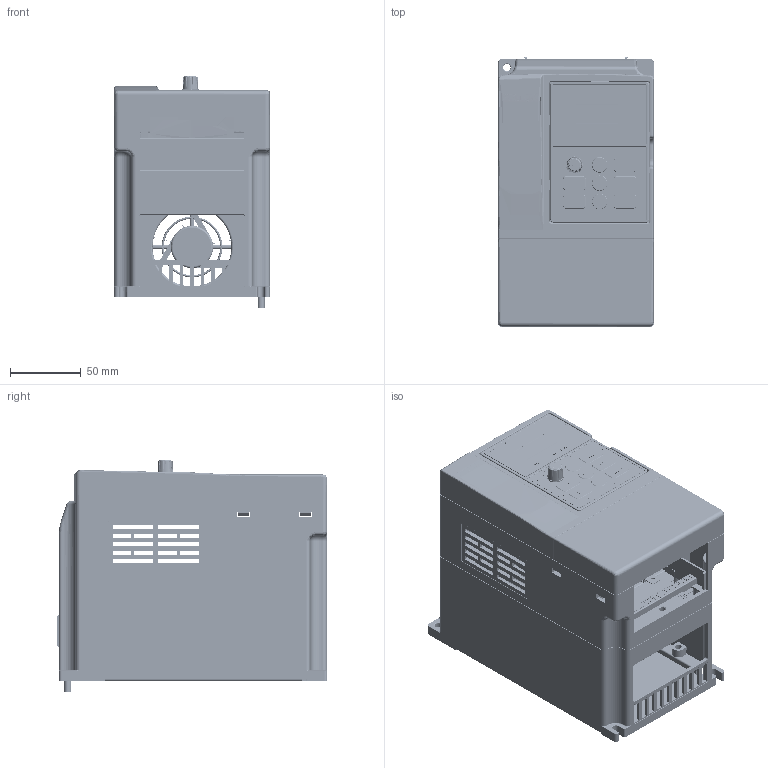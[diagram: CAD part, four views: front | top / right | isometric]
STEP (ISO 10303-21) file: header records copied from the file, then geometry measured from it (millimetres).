
FILE_DESCRIPTION((''),'2;1');
FILE_NAME('ESQ-760-2_2KW','2020-07-13T',('ranqinwen'),(''),'CREO PARAMETRIC BY PTC INC, 2016260','CREO PARAMETRIC BY PTC INC, 2016260','');
FILE_SCHEMA(('AUTOMOTIVE_DESIGN { 1 0 10303 214 1 1 1 1 }'));
Products named in the file (1): ESQ-760-2_2KW
Bounding box: 110 x 191.4 x 164 mm (x, y, z)
Surface area: 480506.1 mm2 (no closed solid volume)
Topology: 0 solids, 41 shells, 7633 faces, 21076 edges, 13839 vertices
Faces by surface type: plane 4663, cylinder 1584, extrusion 793, torus 298, bspline 214, cone 56, sphere 25
Entity records: 380599 total; most frequent: CARTESIAN_POINT 67239, ORIENTED_EDGE 42102, DIRECTION 36437, PRESENTATION_STYLE_ASSIGNMENT 29518, STYLED_ITEM 21885, CURVE_STYLE 21844, EDGE_CURVE 21051, VECTOR 15201
